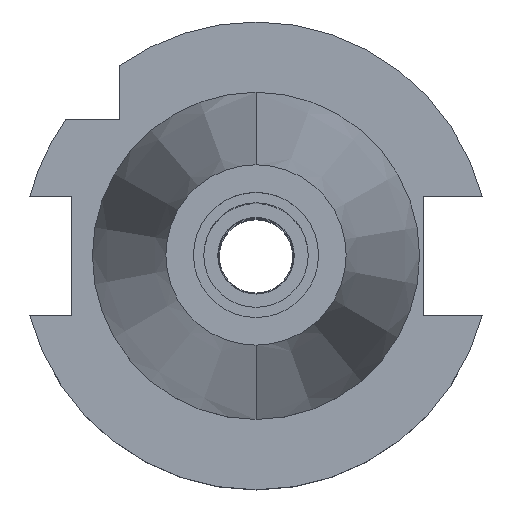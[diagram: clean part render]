
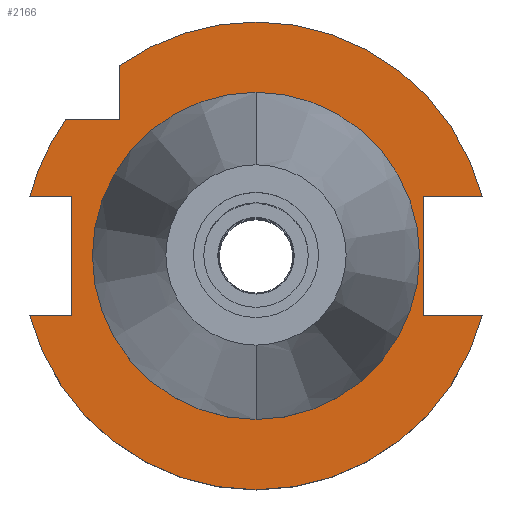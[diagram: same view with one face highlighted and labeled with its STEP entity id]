
A CAD part, top view. The second image highlights one B-rep face of the part: STEP entity #2166.
In plain terms, the highlighted planar face has unit normal (0, 0, 1).
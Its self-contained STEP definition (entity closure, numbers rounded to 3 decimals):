
#503=DIRECTION('',(0.,-1.,0.));
#504=VECTOR('',#503,7.334);
#505=CARTESIAN_POINT('',(-18.5,25.834,-3.2));
#506=LINE('',#505,#504);
#524=DIRECTION('',(1.,0.,0.));
#525=VECTOR('',#524,8.038);
#526=CARTESIAN_POINT('',(22.7,8.05,-3.2));
#527=LINE('',#526,#525);
#614=DIRECTION('',(-1.,0.,0.));
#615=VECTOR('',#614,5.738);
#616=CARTESIAN_POINT('',(-25.,-8.05,-3.2));
#617=LINE('',#616,#615);
#638=DIRECTION('',(0.,-1.,0.));
#639=VECTOR('',#638,16.1);
#640=CARTESIAN_POINT('',(-25.,8.05,-3.2));
#641=LINE('',#640,#639);
#697=DIRECTION('',(-1.,0.,0.));
#698=VECTOR('',#697,7.334);
#699=CARTESIAN_POINT('',(-18.5,18.5,-3.2));
#700=LINE('',#699,#698);
#721=CARTESIAN_POINT('',(0.,0.,-3.2));
#722=DIRECTION('',(0.,0.,-1.));
#723=DIRECTION('',(-0.582,0.813,0.));
#724=AXIS2_PLACEMENT_3D('',#721,#722,#723);
#729=CARTESIAN_POINT('',(0.,0.,-3.2));
#730=DIRECTION('',(0.,0.,-1.));
#731=DIRECTION('',(0.,1.,0.));
#732=AXIS2_PLACEMENT_3D('',#729,#730,#731);
#737=DIRECTION('',(0.,-1.,0.));
#738=VECTOR('',#737,16.1);
#739=CARTESIAN_POINT('',(22.7,8.05,-3.2));
#740=LINE('',#739,#738);
#744=DIRECTION('',(1.,0.,0.));
#745=VECTOR('',#744,8.038);
#746=CARTESIAN_POINT('',(22.7,-8.05,-3.2));
#747=LINE('',#746,#745);
#751=CARTESIAN_POINT('',(0.,0.,-3.2));
#752=DIRECTION('',(0.,0.,-1.));
#753=DIRECTION('',(0.967,-0.253,0.));
#754=AXIS2_PLACEMENT_3D('',#751,#752,#753);
#759=CARTESIAN_POINT('',(0.,0.,-3.2));
#760=DIRECTION('',(0.,0.,-1.));
#761=DIRECTION('',(0.,-1.,0.));
#762=AXIS2_PLACEMENT_3D('',#759,#760,#761);
#767=DIRECTION('',(-1.,0.,0.));
#768=VECTOR('',#767,5.738);
#769=CARTESIAN_POINT('',(-25.,8.05,-3.2));
#770=LINE('',#769,#768);
#774=CARTESIAN_POINT('',(0.,0.,-3.2));
#775=DIRECTION('',(0.,0.,-1.));
#776=DIRECTION('',(-0.967,0.253,0.));
#777=AXIS2_PLACEMENT_3D('',#774,#775,#776);
#782=CARTESIAN_POINT('',(0.,0.,-3.2));
#783=DIRECTION('',(0.,0.,1.));
#784=DIRECTION('',(0.,-1.,0.));
#785=AXIS2_PLACEMENT_3D('',#782,#783,#784);
#790=CARTESIAN_POINT('',(0.,0.,-3.2));
#791=DIRECTION('',(0.,0.,1.));
#792=DIRECTION('',(0.,1.,0.));
#793=AXIS2_PLACEMENT_3D('',#790,#791,#792);
#1400=CARTESIAN_POINT('',(-18.5,25.834,-3.2));
#1401=VERTEX_POINT('',#1400);
#1402=CARTESIAN_POINT('',(-18.5,18.5,-3.2));
#1403=VERTEX_POINT('',#1402);
#1418=CARTESIAN_POINT('',(-25.,-8.05,-3.2));
#1419=VERTEX_POINT('',#1418);
#1420=CARTESIAN_POINT('',(-30.738,-8.05,-3.2));
#1421=VERTEX_POINT('',#1420);
#1431=CARTESIAN_POINT('',(-25.,8.05,-3.2));
#1432=VERTEX_POINT('',#1431);
#1441=CARTESIAN_POINT('',(-30.738,8.05,-3.2));
#1442=VERTEX_POINT('',#1441);
#1489=CARTESIAN_POINT('',(0.,-31.775,-3.2));
#1490=VERTEX_POINT('',#1489);
#1491=CARTESIAN_POINT('',(30.738,-8.05,-3.2));
#1492=VERTEX_POINT('',#1491);
#1493=CARTESIAN_POINT('',(30.738,8.05,-3.2));
#1494=VERTEX_POINT('',#1493);
#1495=CARTESIAN_POINT('',(0.,31.775,-3.2));
#1496=VERTEX_POINT('',#1495);
#1497=CARTESIAN_POINT('',(-25.834,18.5,-3.2));
#1498=VERTEX_POINT('',#1497);
#1499=CARTESIAN_POINT('',(22.7,8.05,-3.2));
#1500=VERTEX_POINT('',#1499);
#1501=CARTESIAN_POINT('',(22.7,-8.05,-3.2));
#1502=VERTEX_POINT('',#1501);
#1503=CARTESIAN_POINT('',(0.,-22.225,-3.2));
#1504=CARTESIAN_POINT('',(0.,22.225,-3.2));
#1505=VERTEX_POINT('',#1503);
#1506=VERTEX_POINT('',#1504);
#2135=CARTESIAN_POINT('',(0.,0.,-3.2));
#2136=DIRECTION('',(0.,0.,-1.));
#2137=DIRECTION('',(0.,-1.,0.));
#2138=AXIS2_PLACEMENT_3D('',#2135,#2136,#2137);
#2139=PLANE('',#2138);
#2140=ORIENTED_EDGE('',*,*,#1923,.F.);
#2142=ORIENTED_EDGE('',*,*,#2141,.T.);
#2144=ORIENTED_EDGE('',*,*,#2143,.T.);
#2145=ORIENTED_EDGE('',*,*,#1955,.F.);
#2146=ORIENTED_EDGE('',*,*,#1981,.T.);
#2147=ORIENTED_EDGE('',*,*,#2007,.T.);
#2149=ORIENTED_EDGE('',*,*,#2148,.T.);
#2151=ORIENTED_EDGE('',*,*,#2150,.T.);
#2152=ORIENTED_EDGE('',*,*,#2038,.F.);
#2153=ORIENTED_EDGE('',*,*,#2064,.F.);
#2154=ORIENTED_EDGE('',*,*,#2090,.T.);
#2156=ORIENTED_EDGE('',*,*,#2155,.T.);
#2157=ORIENTED_EDGE('',*,*,#2117,.F.);
#2158=EDGE_LOOP('',(#2140,#2142,#2144,#2145,#2146,#2147,#2149,#2151,#2152,#2153,
#2154,#2156,#2157));
#2159=FACE_OUTER_BOUND('',#2158,.F.);
#2161=ORIENTED_EDGE('',*,*,#2160,.T.);
#2163=ORIENTED_EDGE('',*,*,#2162,.T.);
#2164=EDGE_LOOP('',(#2161,#2163));
#2165=FACE_BOUND('',#2164,.F.);
#725=CIRCLE('',#724,31.775);
#733=CIRCLE('',#732,31.775);
#755=CIRCLE('',#754,31.775);
#763=CIRCLE('',#762,31.775);
#778=CIRCLE('',#777,31.775);
#786=CIRCLE('',#785,22.225);
#794=CIRCLE('',#793,22.225);
#1923=EDGE_CURVE('',#1401,#1403,#506,.T.);
#1955=EDGE_CURVE('',#1500,#1494,#527,.T.);
#1981=EDGE_CURVE('',#1500,#1502,#740,.T.);
#2007=EDGE_CURVE('',#1502,#1492,#747,.T.);
#2038=EDGE_CURVE('',#1419,#1421,#617,.T.);
#2064=EDGE_CURVE('',#1432,#1419,#641,.T.);
#2090=EDGE_CURVE('',#1432,#1442,#770,.T.);
#2117=EDGE_CURVE('',#1403,#1498,#700,.T.);
#2141=EDGE_CURVE('',#1401,#1496,#725,.T.);
#2143=EDGE_CURVE('',#1496,#1494,#733,.T.);
#2148=EDGE_CURVE('',#1492,#1490,#755,.T.);
#2150=EDGE_CURVE('',#1490,#1421,#763,.T.);
#2155=EDGE_CURVE('',#1442,#1498,#778,.T.);
#2160=EDGE_CURVE('',#1505,#1506,#786,.T.);
#2162=EDGE_CURVE('',#1506,#1505,#794,.T.);
#2166=ADVANCED_FACE('',(#2159,#2165),#2139,.F.);
